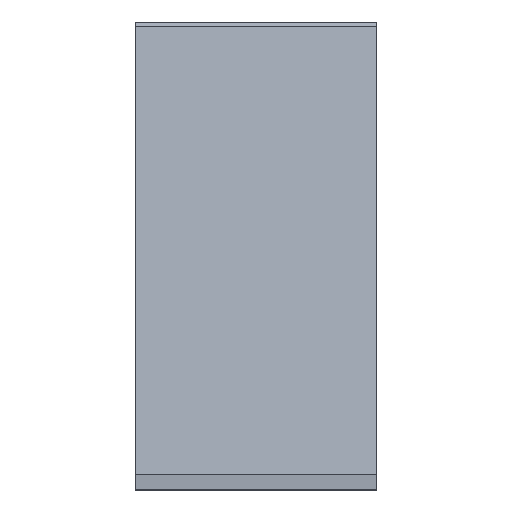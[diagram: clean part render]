
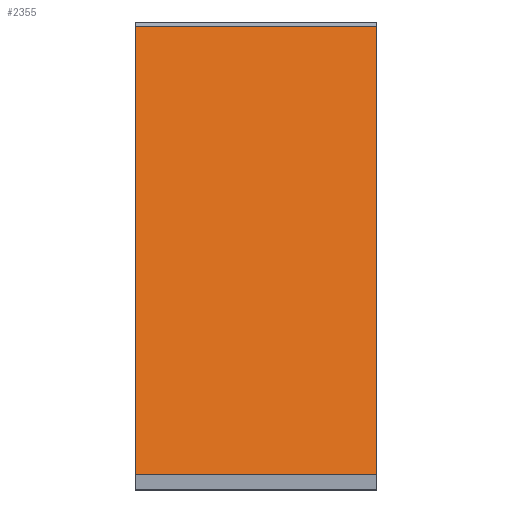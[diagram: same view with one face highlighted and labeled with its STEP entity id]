
A CAD part, left-side view. The second image highlights one B-rep face of the part: STEP entity #2355.
In plain terms, the highlighted planar face has unit normal (-0.978, 0, 0.208).
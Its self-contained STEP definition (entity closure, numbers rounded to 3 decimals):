
#151=PLANE('',#2630);
#258=FACE_OUTER_BOUND('',#391,.T.);
#391=EDGE_LOOP('',(#1914,#1915,#1916,#1917));
#586=LINE('',#3711,#852);
#587=LINE('',#3714,#853);
#592=LINE('',#3725,#858);
#593=LINE('',#3726,#859);
#852=VECTOR('',#3036,10.);
#853=VECTOR('',#3039,10.);
#858=VECTOR('',#3048,10.);
#859=VECTOR('',#3049,10.);
#1163=VERTEX_POINT('',#3704);
#1166=VERTEX_POINT('',#3709);
#1167=VERTEX_POINT('',#3713);
#1171=VERTEX_POINT('',#3724);
#1434=EDGE_CURVE('',#1166,#1163,#586,.T.);
#1435=EDGE_CURVE('',#1163,#1167,#587,.T.);
#1441=EDGE_CURVE('',#1171,#1166,#592,.T.);
#1442=EDGE_CURVE('',#1171,#1167,#593,.T.);
#1914=ORIENTED_EDGE('',*,*,#1434,.F.);
#1915=ORIENTED_EDGE('',*,*,#1441,.F.);
#1916=ORIENTED_EDGE('',*,*,#1442,.T.);
#1917=ORIENTED_EDGE('',*,*,#1435,.F.);
#2355=ADVANCED_FACE('',(#258),#151,.F.);
#2630=AXIS2_PLACEMENT_3D('',#3723,#3046,#3047);
#3036=DIRECTION('',(0.,-1.,0.));
#3039=DIRECTION('',(-0.208,0.,-0.978));
#3046=DIRECTION('center_axis',(0.978,0.,-0.208));
#3047=DIRECTION('ref_axis',(0.208,0.,0.978));
#3048=DIRECTION('',(0.208,0.,0.978));
#3049=DIRECTION('',(0.,-1.,0.));
#3704=CARTESIAN_POINT('',(9.383,-33.784,70.936));
#3709=CARTESIAN_POINT('',(9.383,46.216,70.936));
#3711=CARTESIAN_POINT('',(9.383,46.216,70.936));
#3713=CARTESIAN_POINT('',(-22.163,-33.784,-77.48));
#3714=CARTESIAN_POINT('',(-6.262,-33.784,-2.671));
#3723=CARTESIAN_POINT('Origin',(-22.163,46.216,-77.48));
#3724=CARTESIAN_POINT('',(-22.163,46.216,-77.48));
#3725=CARTESIAN_POINT('',(-21.515,46.216,-74.429));
#3726=CARTESIAN_POINT('',(-22.163,-33.784,-77.48));
